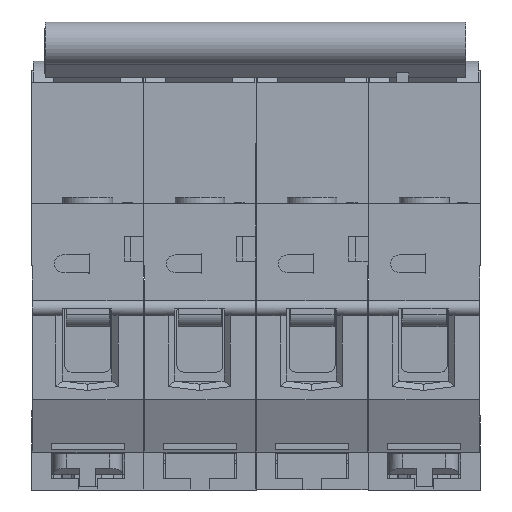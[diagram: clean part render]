
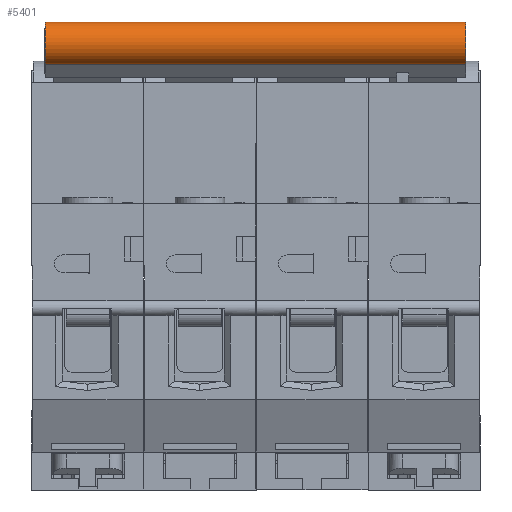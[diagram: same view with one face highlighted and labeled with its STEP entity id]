
A CAD part, left-side view. The second image highlights one B-rep face of the part: STEP entity #5401.
In plain terms, the highlighted cylindrical face has radius 3.5 mm (diameter 7 mm), a partial arc.
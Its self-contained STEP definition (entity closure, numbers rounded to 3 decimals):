
#5401=ADVANCED_FACE('',(#16463),#16465,.T.);
#16463=FACE_BOUND('',#16464,.T.);
#16464=EDGE_LOOP('',(#28290,#28291,#28292,#28293));
#16465=CYLINDRICAL_SURFACE('',#16466,3.5);
#16466=AXIS2_PLACEMENT_3D('',#16467,#16468,#16469);
#16467=CARTESIAN_POINT('',(70.779,0.,0.));
#16468=DIRECTION('',(0.,1.,0.));
#16469=DIRECTION('',(-0.857,0.,-0.515));
#28290=ORIENTED_EDGE('',*,*,#34670,.T.);
#28291=ORIENTED_EDGE('',*,*,#34671,.T.);
#28292=ORIENTED_EDGE('',*,*,#34672,.F.);
#28293=ORIENTED_EDGE('',*,*,#34668,.F.);
#34668=EDGE_CURVE('',#42291,#42293,#42294,.T.);
#34670=EDGE_CURVE('',#42291,#42296,#42297,.T.);
#34671=EDGE_CURVE('',#42296,#42298,#42299,.T.);
#34672=EDGE_CURVE('',#42293,#42298,#42300,.T.);
#42291=VERTEX_POINT('',#59276);
#42293=VERTEX_POINT('',#59280);
#42294=LINE('',#59281,#59282);
#42296=VERTEX_POINT('',#59287);
#42297=CIRCLE('',#59288,3.5);
#42298=VERTEX_POINT('',#59292);
#42299=LINE('',#59293,#59294);
#42300=CIRCLE('',#59296,3.5);
#59276=CARTESIAN_POINT('',(67.779,0.,-1.803));
#59280=CARTESIAN_POINT('',(67.779,67.5,-1.803));
#59281=CARTESIAN_POINT('',(67.779,0.,-1.803));
#59282=VECTOR('',#59283,1.);
#59283=DIRECTION('',(0.,1.,0.));
#59287=CARTESIAN_POINT('',(73.779,0.,-1.803));
#59288=AXIS2_PLACEMENT_3D('',#59289,#59290,#59291);
#59289=CARTESIAN_POINT('',(70.779,0.,0.));
#59290=DIRECTION('',(0.,1.,0.));
#59291=DIRECTION('',(-0.857,0.,-0.515));
#59292=CARTESIAN_POINT('',(73.779,67.5,-1.803));
#59293=CARTESIAN_POINT('',(73.779,0.,-1.803));
#59294=VECTOR('',#59295,1.);
#59295=DIRECTION('',(0.,1.,0.));
#59296=AXIS2_PLACEMENT_3D('',#59297,#59298,#59299);
#59297=CARTESIAN_POINT('',(70.779,67.5,0.));
#59298=DIRECTION('',(0.,1.,0.));
#59299=DIRECTION('',(-0.857,0.,-0.515));
